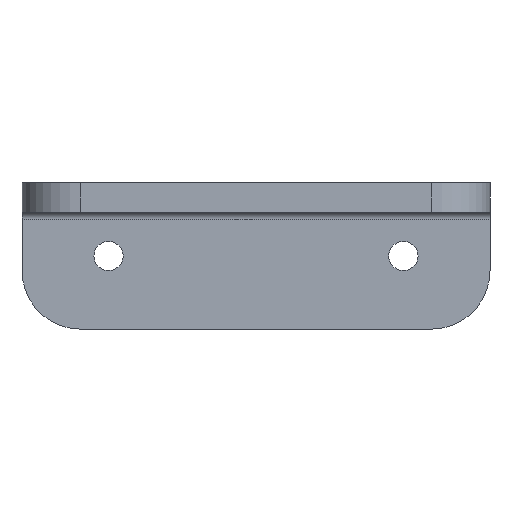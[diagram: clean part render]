
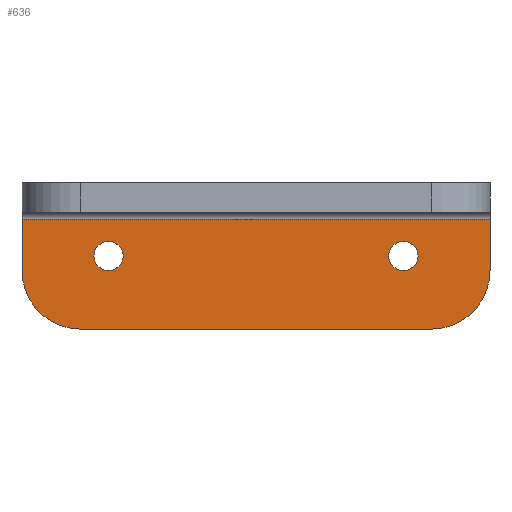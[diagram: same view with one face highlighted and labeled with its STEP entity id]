
A CAD part, front view. The second image highlights one B-rep face of the part: STEP entity #636.
In plain terms, the highlighted planar face has unit normal (0, -1, 0).
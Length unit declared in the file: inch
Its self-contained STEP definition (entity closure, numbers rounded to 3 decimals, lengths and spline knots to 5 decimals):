
#3 = AXIS2_PLACEMENT_3D ( 'NONE', #278, #580, #1281 ) ;
#20 = PLANE ( 'NONE',  #1018 ) ;
#28 = VECTOR ( 'NONE', #974, 39.37008 ) ;
#52 = VECTOR ( 'NONE', #191, 39.37008 ) ;
#58 = CARTESIAN_POINT ( 'NONE',  ( -0.37, -0.125, 0.15625 ) ) ;
#76 = EDGE_CURVE ( 'NONE', #151, #661, #848, .T. ) ;
#111 = ORIENTED_EDGE ( 'NONE', *, *, #271, .T. ) ;
#124 = FACE_BOUND ( 'NONE', #1250, .T. ) ;
#129 = ORIENTED_EDGE ( 'NONE', *, *, #1137, .T. ) ;
#151 = VERTEX_POINT ( 'NONE', #855 ) ;
#160 = CARTESIAN_POINT ( 'NONE',  ( 1.25984, -0.125, 0. ) ) ;
#166 = ORIENTED_EDGE ( 'NONE', *, *, #576, .T. ) ;
#182 = EDGE_CURVE ( 'NONE', #1176, #661, #526, .T. ) ;
#191 = DIRECTION ( 'NONE',  ( 0., 0., 1. ) ) ;
#194 = DIRECTION ( 'NONE',  ( 0., 0., 1. ) ) ;
#210 = EDGE_LOOP ( 'NONE', ( #674, #358 ) ) ;
#211 = CIRCLE ( 'NONE', #867, 0.0625 ) ;
#213 = VERTEX_POINT ( 'NONE', #58 ) ;
#216 = DIRECTION ( 'NONE',  ( 0., 1., 0. ) ) ;
#254 = LINE ( 'NONE', #1175, #28 ) ;
#262 = CIRCLE ( 'NONE', #1272, 0.0625 ) ;
#271 = EDGE_CURVE ( 'NONE', #1122, #744, #990, .T. ) ;
#278 = CARTESIAN_POINT ( 'NONE',  ( 1.25984, -0.125, 0. ) ) ;
#280 = EDGE_LOOP ( 'NONE', ( #415, #166, #904, #772, #979, #1129 ) ) ;
#289 = CARTESIAN_POINT ( 'NONE',  ( -0.37, -0.125, 0.3125 ) ) ;
#293 = AXIS2_PLACEMENT_3D ( 'NONE', #1072, #960, #476 ) ;
#317 = CARTESIAN_POINT ( 'NONE',  ( 1.25984, -0.125, 0.0625 ) ) ;
#318 = AXIS2_PLACEMENT_3D ( 'NONE', #1117, #1226, #617 ) ;
#333 = CARTESIAN_POINT ( 'NONE',  ( 0., -0.125, 0. ) ) ;
#341 = EDGE_CURVE ( 'NONE', #697, #1081, #592, .T. ) ;
#358 = ORIENTED_EDGE ( 'NONE', *, *, #781, .T. ) ;
#363 = EDGE_CURVE ( 'NONE', #151, #585, #254, .T. ) ;
#368 = DIRECTION ( 'NONE',  ( 1., 0., 0. ) ) ;
#387 = CARTESIAN_POINT ( 'NONE',  ( 0., -0.125, 0. ) ) ;
#415 = ORIENTED_EDGE ( 'NONE', *, *, #584, .F. ) ;
#425 = AXIS2_PLACEMENT_3D ( 'NONE', #1285, #780, #1199 ) ;
#434 = FACE_OUTER_BOUND ( 'NONE', #280, .T. ) ;
#446 = VECTOR ( 'NONE', #1044, 39.37008 ) ;
#476 = DIRECTION ( 'NONE',  ( 0., 0., 1. ) ) ;
#493 = CARTESIAN_POINT ( 'NONE',  ( -0.12, -0.125, -0.3125 ) ) ;
#526 = LINE ( 'NONE', #1240, #446 ) ;
#540 = DIRECTION ( 'NONE',  ( 0., 0., -1. ) ) ;
#561 = DIRECTION ( 'NONE',  ( 0., 1., 0. ) ) ;
#576 = EDGE_CURVE ( 'NONE', #587, #585, #736, .T. ) ;
#580 = DIRECTION ( 'NONE',  ( 0., 1., 0. ) ) ;
#584 = EDGE_CURVE ( 'NONE', #587, #213, #1096, .T. ) ;
#585 = VERTEX_POINT ( 'NONE', #493 ) ;
#587 = VERTEX_POINT ( 'NONE', #898 ) ;
#592 = CIRCLE ( 'NONE', #293, 0.0625 ) ;
#617 = DIRECTION ( 'NONE',  ( 0., 0., -1. ) ) ;
#634 = DIRECTION ( 'NONE',  ( 0., -1., 0. ) ) ;
#636 = ADVANCED_FACE ( 'NONE', ( #124, #1244, #434 ), #20, .T. ) ;
#661 = VERTEX_POINT ( 'NONE', #716 ) ;
#662 = LINE ( 'NONE', #977, #978 ) ;
#674 = ORIENTED_EDGE ( 'NONE', *, *, #341, .T. ) ;
#675 = CARTESIAN_POINT ( 'NONE',  ( 1.25984, -0.125, -0.0625 ) ) ;
#697 = VERTEX_POINT ( 'NONE', #1231 ) ;
#716 = CARTESIAN_POINT ( 'NONE',  ( 1.63, -0.125, -0.0625 ) ) ;
#736 = CIRCLE ( 'NONE', #425, 0.25 ) ;
#744 = VERTEX_POINT ( 'NONE', #317 ) ;
#772 = ORIENTED_EDGE ( 'NONE', *, *, #76, .T. ) ;
#780 = DIRECTION ( 'NONE',  ( 0., -1., 0. ) ) ;
#781 = EDGE_CURVE ( 'NONE', #1081, #697, #211, .T. ) ;
#848 = CIRCLE ( 'NONE', #318, 0.25 ) ;
#855 = CARTESIAN_POINT ( 'NONE',  ( 1.38, -0.125, -0.3125 ) ) ;
#867 = AXIS2_PLACEMENT_3D ( 'NONE', #387, #216, #194 ) ;
#898 = CARTESIAN_POINT ( 'NONE',  ( -0.37, -0.125, -0.0625 ) ) ;
#904 = ORIENTED_EDGE ( 'NONE', *, *, #363, .F. ) ;
#960 = DIRECTION ( 'NONE',  ( 0., 1., 0. ) ) ;
#962 = DIRECTION ( 'NONE',  ( 0., 0., 1. ) ) ;
#974 = DIRECTION ( 'NONE',  ( -1., 0., 0. ) ) ;
#977 = CARTESIAN_POINT ( 'NONE',  ( -0.37, -0.125, 0.15625 ) ) ;
#978 = VECTOR ( 'NONE', #368, 39.37008 ) ;
#979 = ORIENTED_EDGE ( 'NONE', *, *, #182, .F. ) ;
#990 = CIRCLE ( 'NONE', #3, 0.0625 ) ;
#1018 = AXIS2_PLACEMENT_3D ( 'NONE', #333, #634, #540 ) ;
#1044 = DIRECTION ( 'NONE',  ( 0., 0., -1. ) ) ;
#1051 = EDGE_CURVE ( 'NONE', #213, #1176, #662, .T. ) ;
#1072 = CARTESIAN_POINT ( 'NONE',  ( 0., -0.125, 0. ) ) ;
#1081 = VERTEX_POINT ( 'NONE', #1177 ) ;
#1096 = LINE ( 'NONE', #289, #52 ) ;
#1117 = CARTESIAN_POINT ( 'NONE',  ( 1.38, -0.125, -0.0625 ) ) ;
#1122 = VERTEX_POINT ( 'NONE', #675 ) ;
#1129 = ORIENTED_EDGE ( 'NONE', *, *, #1051, .F. ) ;
#1137 = EDGE_CURVE ( 'NONE', #744, #1122, #262, .T. ) ;
#1175 = CARTESIAN_POINT ( 'NONE',  ( -0.37, -0.125, -0.3125 ) ) ;
#1176 = VERTEX_POINT ( 'NONE', #1200 ) ;
#1177 = CARTESIAN_POINT ( 'NONE',  ( 0., -0.125, -0.0625 ) ) ;
#1199 = DIRECTION ( 'NONE',  ( 0., 0., -1. ) ) ;
#1200 = CARTESIAN_POINT ( 'NONE',  ( 1.63, -0.125, 0.15625 ) ) ;
#1226 = DIRECTION ( 'NONE',  ( 0., -1., 0. ) ) ;
#1231 = CARTESIAN_POINT ( 'NONE',  ( 0., -0.125, 0.0625 ) ) ;
#1240 = CARTESIAN_POINT ( 'NONE',  ( 1.63, -0.125, 0.3125 ) ) ;
#1244 = FACE_BOUND ( 'NONE', #210, .T. ) ;
#1250 = EDGE_LOOP ( 'NONE', ( #129, #111 ) ) ;
#1272 = AXIS2_PLACEMENT_3D ( 'NONE', #160, #561, #962 ) ;
#1281 = DIRECTION ( 'NONE',  ( 0., 0., 1. ) ) ;
#1285 = CARTESIAN_POINT ( 'NONE',  ( -0.12, -0.125, -0.0625 ) ) ;
